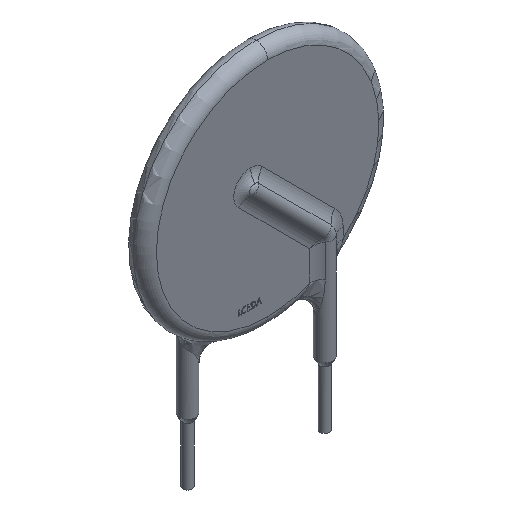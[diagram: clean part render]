
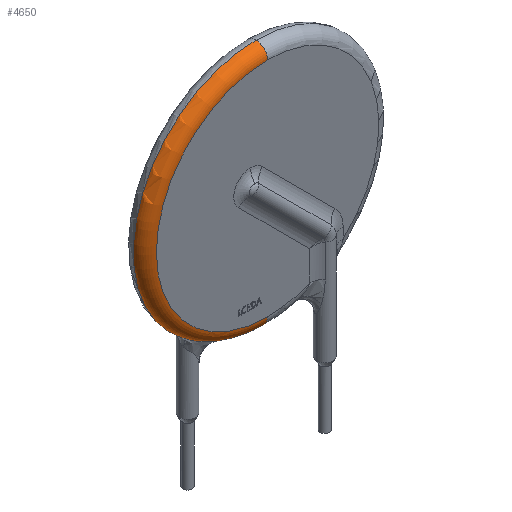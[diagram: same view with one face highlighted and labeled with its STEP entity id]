
A CAD part, isometric view. The second image highlights one B-rep face of the part: STEP entity #4650.
In plain terms, the highlighted toroidal (fillet/blend) face has major radius 9.65 mm and minor radius 1 mm.
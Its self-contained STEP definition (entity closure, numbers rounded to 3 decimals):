
#31 = CARTESIAN_POINT ( 'NONE',  ( -3.346, -0.367, 0.613 ) ) ;
#210 = VERTEX_POINT ( 'NONE', #16431 ) ;
#330 = TOROIDAL_SURFACE ( 'NONE', #9676, 9.65, 1. ) ;
#544 = CIRCLE ( 'NONE', #9046, 9.65 ) ;
#768 = CARTESIAN_POINT ( 'NONE',  ( 0., 0., 10.65 ) ) ;
#844 = CARTESIAN_POINT ( 'NONE',  ( 0., -1., 10.65 ) ) ;
#1513 = CARTESIAN_POINT ( 'NONE',  ( -5.417, -0.455, 1.599 ) ) ;
#1603 = CARTESIAN_POINT ( 'NONE',  ( -3.76, -0.477, 0.809 ) ) ;
#2053 = CARTESIAN_POINT ( 'NONE',  ( -2.937, -0.192, 0.432 ) ) ;
#2513 = CARTESIAN_POINT ( 'NONE',  ( -2.692, 0., 0.346 ) ) ;
#2514 = DIRECTION ( 'NONE',  ( 0., 1., 0. ) ) ;
#2559 = CARTESIAN_POINT ( 'NONE',  ( -3.189, -0.311, 0.541 ) ) ;
#3264 = CARTESIAN_POINT ( 'NONE',  ( -2.969, -0.21, 0.445 ) ) ;
#3438 = CARTESIAN_POINT ( 'NONE',  ( -2.692, 0., 0.346 ) ) ;
#3971 = VERTEX_POINT ( 'NONE', #2513 ) ;
#3995 = CIRCLE ( 'NONE', #10167, 1. ) ;
#4534 = CARTESIAN_POINT ( 'NONE',  ( -3.529, -0.418, 0.699 ) ) ;
#4609 = EDGE_CURVE ( 'NONE', #16136, #3971, #7846, .T. ) ;
#4650 = ADVANCED_FACE ( 'NONE', ( #13495 ), #330, .T. ) ;
#4715 = CARTESIAN_POINT ( 'NONE',  ( -3.147, -0.293, 0.522 ) ) ;
#4898 = CARTESIAN_POINT ( 'NONE',  ( -3.028, -0.239, 0.47 ) ) ;
#4950 = DIRECTION ( 'NONE',  ( 0., 0., 1. ) ) ;
#5319 = CARTESIAN_POINT ( 'NONE',  ( -3.249, -0.334, 0.568 ) ) ;
#6039 = CARTESIAN_POINT ( 'NONE',  ( -3.036, -0.244, 0.473 ) ) ;
#6302 = B_SPLINE_CURVE_WITH_KNOTS ( 'NONE', 3,
 ( #15557, #8618, #8532, #1513, #11569, #14264, #11200, #17191, #1603, #4534 ),
 .UNSPECIFIED., .F., .F.,
 ( 4, 2, 2, 2, 4 ),
 ( 0., 0.001, 0.002, 0.002, 0.003 ),
 .UNSPECIFIED. ) ;
#6356 = DIRECTION ( 'NONE',  ( 1., 0., 0. ) ) ;
#6898 = ORIENTED_EDGE ( 'NONE', *, *, #17835, .F. ) ;
#6917 = CARTESIAN_POINT ( 'NONE',  ( -3.529, -0.418, 0.699 ) ) ;
#7002 = CARTESIAN_POINT ( 'NONE',  ( -3.367, -0.373, 0.623 ) ) ;
#7513 = CARTESIAN_POINT ( 'NONE',  ( 0., -1., 1. ) ) ;
#7773 = DIRECTION ( 'NONE',  ( 0., 0., 1. ) ) ;
#7846 = B_SPLINE_CURVE_WITH_KNOTS ( 'NONE', 3,
 ( #6917, #12547, #9763, #17873, #7002, #12632, #31, #17969, #5319, #2559, #8189, #4715, #15893, #10539, #13066, #16070, #6039, #4898, #8888, #9939, #3264, #2053, #11750, #14203, #17368, #11842, #10347, #3438 ),
 .UNSPECIFIED., .F., .F.,
 ( 4, 1, 1, 2, 2, 1, 1, 2, 2, 1, 1, 2, 2, 1, 1, 2, 2, 4 ),
 ( 0., 0.125, 0.188, 0.219, 0.25, 0.375, 0.438, 0.469, 0.5, 0.563, 0.594, 0.609, 0.625, 0.688, 0.719, 0.734, 0.75, 1. ),
 .UNSPECIFIED. ) ;
#8122 = AXIS2_PLACEMENT_3D ( 'NONE', #768, #17607, #10789 ) ;
#8189 = CARTESIAN_POINT ( 'NONE',  ( -3.164, -0.3, 0.529 ) ) ;
#8402 = VERTEX_POINT ( 'NONE', #7513 ) ;
#8532 = CARTESIAN_POINT ( 'NONE',  ( -5.87, -0.294, 1.808 ) ) ;
#8576 = ORIENTED_EDGE ( 'NONE', *, *, #16371, .T. ) ;
#8618 = CARTESIAN_POINT ( 'NONE',  ( -6.088, -0.175, 1.909 ) ) ;
#8888 = CARTESIAN_POINT ( 'NONE',  ( -3.024, -0.238, 0.468 ) ) ;
#9046 = AXIS2_PLACEMENT_3D ( 'NONE', #844, #12073, #4950 ) ;
#9118 = CARTESIAN_POINT ( 'NONE',  ( 0., 0., 1. ) ) ;
#9217 = CARTESIAN_POINT ( 'NONE',  ( 0., 0., 21.3 ) ) ;
#9242 = CIRCLE ( 'NONE', #10133, 10.65 ) ;
#9249 = DIRECTION ( 'NONE',  ( 0., 0., 1. ) ) ;
#9676 = AXIS2_PLACEMENT_3D ( 'NONE', #12215, #2514, #9249 ) ;
#9763 = CARTESIAN_POINT ( 'NONE',  ( -3.445, -0.396, 0.659 ) ) ;
#9899 = EDGE_LOOP ( 'NONE', ( #6898, #10379, #16674, #13699, #16579, #12312, #8576 ) ) ;
#9939 = CARTESIAN_POINT ( 'NONE',  ( -2.999, -0.225, 0.458 ) ) ;
#10073 = EDGE_CURVE ( 'NONE', #12891, #13197, #16739, .T. ) ;
#10133 = AXIS2_PLACEMENT_3D ( 'NONE', #14693, #12103, #7773 ) ;
#10167 = AXIS2_PLACEMENT_3D ( 'NONE', #9118, #6356, #12465 ) ;
#10347 = CARTESIAN_POINT ( 'NONE',  ( -2.75, -0.064, 0.361 ) ) ;
#10379 = ORIENTED_EDGE ( 'NONE', *, *, #11638, .F. ) ;
#10453 = CARTESIAN_POINT ( 'NONE',  ( -3.529, -0.418, 0.699 ) ) ;
#10539 = CARTESIAN_POINT ( 'NONE',  ( -3.11, -0.278, 0.505 ) ) ;
#10789 = DIRECTION ( 'NONE',  ( 0., 0., 1. ) ) ;
#11200 = CARTESIAN_POINT ( 'NONE',  ( -4.466, -0.545, 1.156 ) ) ;
#11569 = CARTESIAN_POINT ( 'NONE',  ( -5.178, -0.499, 1.493 ) ) ;
#11638 = EDGE_CURVE ( 'NONE', #12891, #8402, #544, .T. ) ;
#11750 = CARTESIAN_POINT ( 'NONE',  ( -2.923, -0.184, 0.427 ) ) ;
#11822 = DIRECTION ( 'NONE',  ( 0., 0., 1. ) ) ;
#11842 = CARTESIAN_POINT ( 'NONE',  ( -2.821, -0.122, 0.386 ) ) ;
#11868 = EDGE_CURVE ( 'NONE', #210, #16136, #6302, .T. ) ;
#12073 = DIRECTION ( 'NONE',  ( 0., -1., 0. ) ) ;
#12075 = VERTEX_POINT ( 'NONE', #15617 ) ;
#12103 = DIRECTION ( 'NONE',  ( 0., -1., 0. ) ) ;
#12192 = CARTESIAN_POINT ( 'NONE',  ( 0., 0., 20.3 ) ) ;
#12215 = CARTESIAN_POINT ( 'NONE',  ( 0., 0., 10.65 ) ) ;
#12312 = ORIENTED_EDGE ( 'NONE', *, *, #4609, .T. ) ;
#12465 = DIRECTION ( 'NONE',  ( 0., 0., -1. ) ) ;
#12547 = CARTESIAN_POINT ( 'NONE',  ( -3.494, -0.41, 0.682 ) ) ;
#12632 = CARTESIAN_POINT ( 'NONE',  ( -3.352, -0.368, 0.616 ) ) ;
#12891 = VERTEX_POINT ( 'NONE', #14610 ) ;
#13066 = CARTESIAN_POINT ( 'NONE',  ( -3.081, -0.265, 0.492 ) ) ;
#13197 = VERTEX_POINT ( 'NONE', #9217 ) ;
#13198 = AXIS2_PLACEMENT_3D ( 'NONE', #12192, #17439, #11822 ) ;
#13495 = FACE_OUTER_BOUND ( 'NONE', #9899, .T. ) ;
#13699 = ORIENTED_EDGE ( 'NONE', *, *, #17802, .T. ) ;
#14203 = CARTESIAN_POINT ( 'NONE',  ( -2.914, -0.178, 0.423 ) ) ;
#14264 = CARTESIAN_POINT ( 'NONE',  ( -4.703, -0.545, 1.271 ) ) ;
#14610 = CARTESIAN_POINT ( 'NONE',  ( 0., -1., 20.3 ) ) ;
#14693 = CARTESIAN_POINT ( 'NONE',  ( 0., 0., 10.65 ) ) ;
#15557 = CARTESIAN_POINT ( 'NONE',  ( -6.249, 0., 2.026 ) ) ;
#15617 = CARTESIAN_POINT ( 'NONE',  ( 0., 0., 0. ) ) ;
#15893 = CARTESIAN_POINT ( 'NONE',  ( -3.141, -0.291, 0.519 ) ) ;
#16052 = CIRCLE ( 'NONE', #8122, 10.65 ) ;
#16070 = CARTESIAN_POINT ( 'NONE',  ( -3.049, -0.25, 0.479 ) ) ;
#16136 = VERTEX_POINT ( 'NONE', #10453 ) ;
#16371 = EDGE_CURVE ( 'NONE', #3971, #12075, #9242, .T. ) ;
#16431 = CARTESIAN_POINT ( 'NONE',  ( -6.249, 0., 2.026 ) ) ;
#16579 = ORIENTED_EDGE ( 'NONE', *, *, #11868, .T. ) ;
#16674 = ORIENTED_EDGE ( 'NONE', *, *, #10073, .T. ) ;
#16739 = CIRCLE ( 'NONE', #13198, 1. ) ;
#17191 = CARTESIAN_POINT ( 'NONE',  ( -3.994, -0.511, 0.925 ) ) ;
#17368 = CARTESIAN_POINT ( 'NONE',  ( -2.911, -0.176, 0.422 ) ) ;
#17439 = DIRECTION ( 'NONE',  ( -1., 0., 0. ) ) ;
#17607 = DIRECTION ( 'NONE',  ( 0., -1., 0. ) ) ;
#17802 = EDGE_CURVE ( 'NONE', #13197, #210, #16052, .T. ) ;
#17835 = EDGE_CURVE ( 'NONE', #8402, #12075, #3995, .T. ) ;
#17873 = CARTESIAN_POINT ( 'NONE',  ( -3.39, -0.38, 0.633 ) ) ;
#17969 = CARTESIAN_POINT ( 'NONE',  ( -3.302, -0.352, 0.592 ) ) ;
